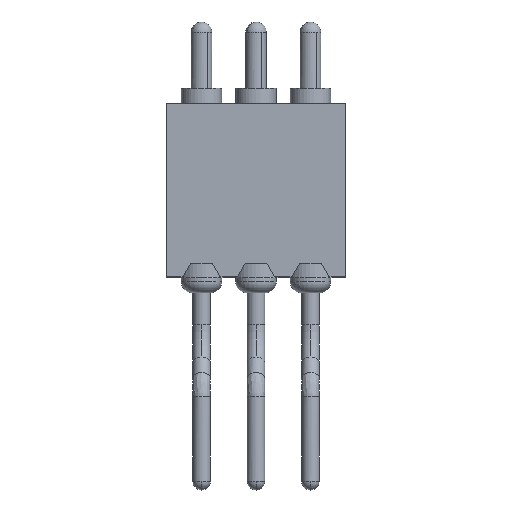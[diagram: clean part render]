
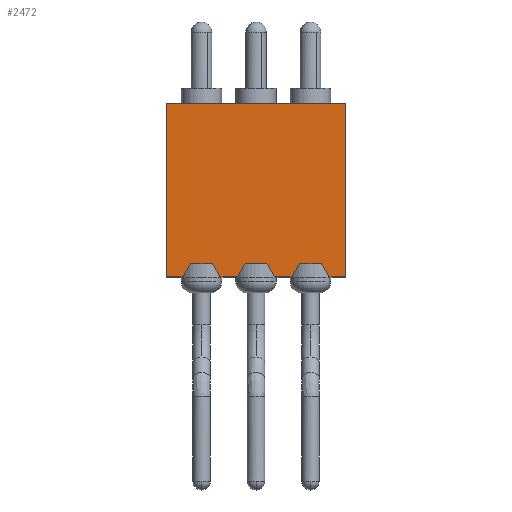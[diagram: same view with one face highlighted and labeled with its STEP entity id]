
A CAD part, top view. The second image highlights one B-rep face of the part: STEP entity #2472.
In plain terms, the highlighted planar face has unit normal (0, 0, 1).
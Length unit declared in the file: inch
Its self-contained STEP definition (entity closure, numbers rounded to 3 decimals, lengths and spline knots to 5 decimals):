
#11 = LINE ( 'NONE', #992, #1271 ) ;
#16 = CARTESIAN_POINT ( 'NONE',  ( 0.06557, -0.159, 0. ) ) ;
#53 = CARTESIAN_POINT ( 'NONE',  ( 0.14943, -0.159, 0. ) ) ;
#103 = VERTEX_POINT ( 'NONE', #1977 ) ;
#109 = DIRECTION ( 'NONE',  ( 0., 0., 1. ) ) ;
#121 = DIRECTION ( 'NONE',  ( 1., 0., 0. ) ) ;
#133 = LINE ( 'NONE', #1843, #401 ) ;
#147 = VERTEX_POINT ( 'NONE', #280 ) ;
#164 = PLANE ( 'NONE',  #1587 ) ;
#215 = DIRECTION ( 'NONE',  ( -0.5, 0.866, 0. ) ) ;
#223 = LINE ( 'NONE', #1203, #1580 ) ;
#231 = EDGE_CURVE ( 'NONE', #269, #2202, #1585, .T. ) ;
#233 = LINE ( 'NONE', #2717, #2248 ) ;
#269 = VERTEX_POINT ( 'NONE', #3050 ) ;
#280 = CARTESIAN_POINT ( 'NONE',  ( 0.165, 0., 0. ) ) ;
#292 = CARTESIAN_POINT ( 'NONE',  ( 0.01557, -0.159, 0. ) ) ;
#317 = CARTESIAN_POINT ( 'NONE',  ( 0.1225, -0.147, 0. ) ) ;
#401 = VECTOR ( 'NONE', #3037, 39.37008 ) ;
#453 = ORIENTED_EDGE ( 'NONE', *, *, #942, .F. ) ;
#459 = CARTESIAN_POINT ( 'NONE',  ( 0.01557, -0.159, 0. ) ) ;
#461 = VECTOR ( 'NONE', #2616, 39.37008 ) ;
#474 = EDGE_CURVE ( 'NONE', #946, #481, #223, .T. ) ;
#476 = DIRECTION ( 'NONE',  ( -1., 0., 0. ) ) ;
#481 = VERTEX_POINT ( 'NONE', #16 ) ;
#496 = EDGE_LOOP ( 'NONE', ( #3093, #1150, #1997, #2697, #3147, #716, #1654, #1976, #542, #1992, #2683, #2214, #3108, #2080, #453, #3154 ) ) ;
#521 = DIRECTION ( 'NONE',  ( -0.5, 0.866, 0. ) ) ;
#524 = LINE ( 'NONE', #292, #1325 ) ;
#528 = CARTESIAN_POINT ( 'NONE',  ( 0.11557, -0.159, 0. ) ) ;
#540 = DIRECTION ( 'NONE',  ( 1., 0., 0. ) ) ;
#542 = ORIENTED_EDGE ( 'NONE', *, *, #2552, .F. ) ;
#681 = CARTESIAN_POINT ( 'NONE',  ( 0., -0.159, 0. ) ) ;
#716 = ORIENTED_EDGE ( 'NONE', *, *, #3100, .T. ) ;
#842 = VERTEX_POINT ( 'NONE', #528 ) ;
#859 = FACE_OUTER_BOUND ( 'NONE', #496, .T. ) ;
#891 = CARTESIAN_POINT ( 'NONE',  ( 0.0725, -0.147, 0. ) ) ;
#939 = LINE ( 'NONE', #2222, #2243 ) ;
#942 = EDGE_CURVE ( 'NONE', #1188, #842, #939, .T. ) ;
#946 = VERTEX_POINT ( 'NONE', #2190 ) ;
#978 = CARTESIAN_POINT ( 'NONE',  ( 0., -0.159, 0. ) ) ;
#992 = CARTESIAN_POINT ( 'NONE',  ( 0., -0.159, 0. ) ) ;
#1002 = EDGE_CURVE ( 'NONE', #1024, #103, #11, .T. ) ;
#1017 = CARTESIAN_POINT ( 'NONE',  ( 0.0225, -0.147, 0. ) ) ;
#1022 = LINE ( 'NONE', #2986, #2139 ) ;
#1024 = VERTEX_POINT ( 'NONE', #1713 ) ;
#1053 = LINE ( 'NONE', #1017, #1939 ) ;
#1145 = LINE ( 'NONE', #3016, #2096 ) ;
#1150 = ORIENTED_EDGE ( 'NONE', *, *, #1002, .T. ) ;
#1183 = DIRECTION ( 'NONE',  ( -0.5, -0.866, 0. ) ) ;
#1188 = VERTEX_POINT ( 'NONE', #317 ) ;
#1203 = CARTESIAN_POINT ( 'NONE',  ( 0.06557, -0.159, 0. ) ) ;
#1238 = CARTESIAN_POINT ( 'NONE',  ( 0.1425, -0.147, 0. ) ) ;
#1246 = LINE ( 'NONE', #978, #1847 ) ;
#1271 = VECTOR ( 'NONE', #2909, 39.37008 ) ;
#1321 = CARTESIAN_POINT ( 'NONE',  ( 0.09943, -0.159, 0. ) ) ;
#1323 = VERTEX_POINT ( 'NONE', #1975 ) ;
#1325 = VECTOR ( 'NONE', #1744, 39.37008 ) ;
#1343 = VERTEX_POINT ( 'NONE', #459 ) ;
#1344 = EDGE_CURVE ( 'NONE', #2602, #2592, #2417, .T. ) ;
#1356 = EDGE_CURVE ( 'NONE', #2968, #1188, #1698, .T. ) ;
#1465 = EDGE_CURVE ( 'NONE', #2202, #147, #1022, .T. ) ;
#1476 = VECTOR ( 'NONE', #1692, 39.37008 ) ;
#1497 = CARTESIAN_POINT ( 'NONE',  ( 0.0425, -0.147, 0. ) ) ;
#1537 = EDGE_CURVE ( 'NONE', #2426, #1343, #524, .T. ) ;
#1552 = VERTEX_POINT ( 'NONE', #1497 ) ;
#1553 = CARTESIAN_POINT ( 'NONE',  ( 0., -0.159, 0. ) ) ;
#1580 = VECTOR ( 'NONE', #2660, 39.37008 ) ;
#1585 = LINE ( 'NONE', #1553, #3153 ) ;
#1587 = AXIS2_PLACEMENT_3D ( 'NONE', #2575, #109, #121 ) ;
#1654 = ORIENTED_EDGE ( 'NONE', *, *, #1537, .F. ) ;
#1661 = CARTESIAN_POINT ( 'NONE',  ( 0.09943, -0.159, 0. ) ) ;
#1692 = DIRECTION ( 'NONE',  ( -1., 0., 0. ) ) ;
#1698 = LINE ( 'NONE', #2669, #2903 ) ;
#1713 = CARTESIAN_POINT ( 'NONE',  ( 0.14943, -0.159, 0. ) ) ;
#1744 = DIRECTION ( 'NONE',  ( -0.5, -0.866, 0. ) ) ;
#1816 = DIRECTION ( 'NONE',  ( 0., 1., 0. ) ) ;
#1843 = CARTESIAN_POINT ( 'NONE',  ( 0.04943, -0.159, 0. ) ) ;
#1847 = VECTOR ( 'NONE', #2913, 39.37008 ) ;
#1854 = EDGE_CURVE ( 'NONE', #2602, #842, #1246, .T. ) ;
#1902 = CARTESIAN_POINT ( 'NONE',  ( 0., 0., 0. ) ) ;
#1907 = EDGE_CURVE ( 'NONE', #103, #147, #233, .T. ) ;
#1939 = VECTOR ( 'NONE', #2945, 39.37008 ) ;
#1967 = DIRECTION ( 'NONE',  ( 0., 1., 0. ) ) ;
#1975 = CARTESIAN_POINT ( 'NONE',  ( 0.04943, -0.159, 0. ) ) ;
#1976 = ORIENTED_EDGE ( 'NONE', *, *, #2825, .F. ) ;
#1977 = CARTESIAN_POINT ( 'NONE',  ( 0.165, -0.159, 0. ) ) ;
#1992 = ORIENTED_EDGE ( 'NONE', *, *, #2684, .T. ) ;
#1997 = ORIENTED_EDGE ( 'NONE', *, *, #1907, .T. ) ;
#2037 = VECTOR ( 'NONE', #215, 39.37008 ) ;
#2080 = ORIENTED_EDGE ( 'NONE', *, *, #1854, .T. ) ;
#2096 = VECTOR ( 'NONE', #2314, 39.37008 ) ;
#2108 = CARTESIAN_POINT ( 'NONE',  ( 0.0925, -0.147, 0. ) ) ;
#2139 = VECTOR ( 'NONE', #540, 39.37008 ) ;
#2190 = CARTESIAN_POINT ( 'NONE',  ( 0.0725, -0.147, 0. ) ) ;
#2196 = VECTOR ( 'NONE', #521, 39.37008 ) ;
#2202 = VERTEX_POINT ( 'NONE', #1902 ) ;
#2214 = ORIENTED_EDGE ( 'NONE', *, *, #2607, .F. ) ;
#2222 = CARTESIAN_POINT ( 'NONE',  ( 0.11557, -0.159, 0. ) ) ;
#2243 = VECTOR ( 'NONE', #1183, 39.37008 ) ;
#2248 = VECTOR ( 'NONE', #1967, 39.37008 ) ;
#2314 = DIRECTION ( 'NONE',  ( 1., 0., 0. ) ) ;
#2377 = LINE ( 'NONE', #681, #461 ) ;
#2417 = LINE ( 'NONE', #1661, #2037 ) ;
#2426 = VERTEX_POINT ( 'NONE', #2950 ) ;
#2472 = ADVANCED_FACE ( 'NONE', ( #859 ), #164, .T. ) ;
#2506 = LINE ( 'NONE', #53, #2196 ) ;
#2552 = EDGE_CURVE ( 'NONE', #1323, #1552, #133, .T. ) ;
#2575 = CARTESIAN_POINT ( 'NONE',  ( 0., -0.159, 0. ) ) ;
#2592 = VERTEX_POINT ( 'NONE', #2108 ) ;
#2602 = VERTEX_POINT ( 'NONE', #1321 ) ;
#2607 = EDGE_CURVE ( 'NONE', #2592, #946, #2827, .T. ) ;
#2616 = DIRECTION ( 'NONE',  ( 1., 0., 0. ) ) ;
#2660 = DIRECTION ( 'NONE',  ( -0.5, -0.866, 0. ) ) ;
#2669 = CARTESIAN_POINT ( 'NONE',  ( 0.1225, -0.147, 0. ) ) ;
#2683 = ORIENTED_EDGE ( 'NONE', *, *, #474, .F. ) ;
#2684 = EDGE_CURVE ( 'NONE', #1323, #481, #2377, .T. ) ;
#2697 = ORIENTED_EDGE ( 'NONE', *, *, #1465, .F. ) ;
#2717 = CARTESIAN_POINT ( 'NONE',  ( 0.165, -0.159, 0. ) ) ;
#2825 = EDGE_CURVE ( 'NONE', #1552, #2426, #1053, .T. ) ;
#2827 = LINE ( 'NONE', #891, #1476 ) ;
#2861 = EDGE_CURVE ( 'NONE', #1024, #2968, #2506, .T. ) ;
#2903 = VECTOR ( 'NONE', #476, 39.37008 ) ;
#2909 = DIRECTION ( 'NONE',  ( 1., 0., 0. ) ) ;
#2913 = DIRECTION ( 'NONE',  ( 1., 0., 0. ) ) ;
#2945 = DIRECTION ( 'NONE',  ( -1., 0., 0. ) ) ;
#2950 = CARTESIAN_POINT ( 'NONE',  ( 0.0225, -0.147, 0. ) ) ;
#2968 = VERTEX_POINT ( 'NONE', #1238 ) ;
#2986 = CARTESIAN_POINT ( 'NONE',  ( 0., 0., 0. ) ) ;
#3016 = CARTESIAN_POINT ( 'NONE',  ( 0., -0.159, 0. ) ) ;
#3037 = DIRECTION ( 'NONE',  ( -0.5, 0.866, 0. ) ) ;
#3050 = CARTESIAN_POINT ( 'NONE',  ( 0., -0.159, 0. ) ) ;
#3093 = ORIENTED_EDGE ( 'NONE', *, *, #2861, .F. ) ;
#3100 = EDGE_CURVE ( 'NONE', #269, #1343, #1145, .T. ) ;
#3108 = ORIENTED_EDGE ( 'NONE', *, *, #1344, .F. ) ;
#3147 = ORIENTED_EDGE ( 'NONE', *, *, #231, .F. ) ;
#3153 = VECTOR ( 'NONE', #1816, 39.37008 ) ;
#3154 = ORIENTED_EDGE ( 'NONE', *, *, #1356, .F. ) ;
